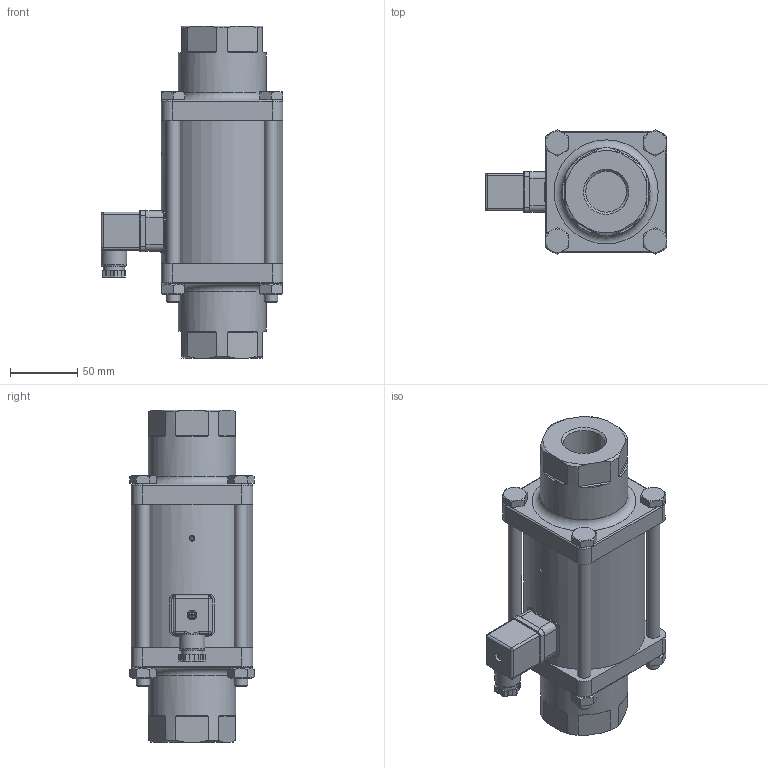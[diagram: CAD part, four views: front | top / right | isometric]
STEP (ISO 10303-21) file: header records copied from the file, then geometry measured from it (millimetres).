
FILE_DESCRIPTION(/* description */ (''),/* implementation_level */ '2;1');
FILE_NAME(/* name */ 'Typ 270 NO DN25 M0 G1.stp',/* time_stamp */ '2023-05-05T16:27:03+02:00',/* author */ ('SCanivar'),/* organization */ (''),/* preprocessor_version */ 'ST-DEVELOPER v18.1',/* originating_system */ 'Autodesk Inventor 2021',/* authorisation */ '');
FILE_SCHEMA (('AUTOMOTIVE_DESIGN { 1 0 10303 214 3 1 1 }'));
Length unit declared in the file: millimetre
Products named in the file (1): STEP-Modelle_Shrinkwrap_1
Bounding box: 134.7 x 92.13 x 246 mm (x, y, z)
Volume: 1330097.2 mm3; surface area: 109206.6 mm2
Topology: 1 solids, 1 shells, 378 faces, 941 edges, 585 vertices
Faces by surface type: plane 204, cylinder 77, cone 65, torus 25, sphere 5, bspline 2
Full cylindrical faces by diameter (mm): 2 x1, 4.459 x2, 7.2 x1, 9.5 x1, 10 x8, 15.6 x4, 16 x1, 18.9 x1, 30.291 x2, 65 x2, 90 x1
Entity records: 11840 total; most frequent: CARTESIAN_POINT 2583, DIRECTION 1869, ORIENTED_EDGE 1868, EDGE_CURVE 934, AXIS2_PLACEMENT_3D 721, VERTEX_POINT 585, LINE 427, VECTOR 427
